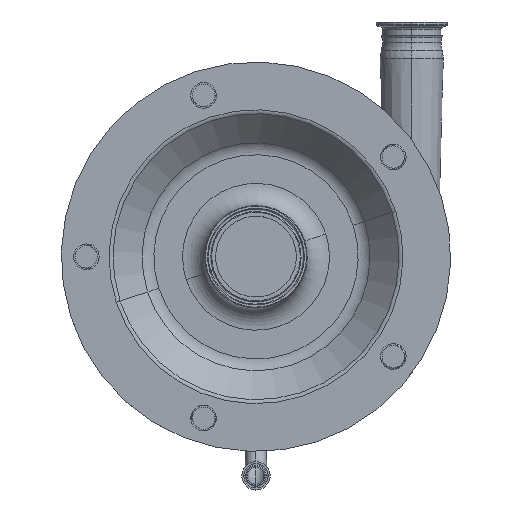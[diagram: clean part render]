
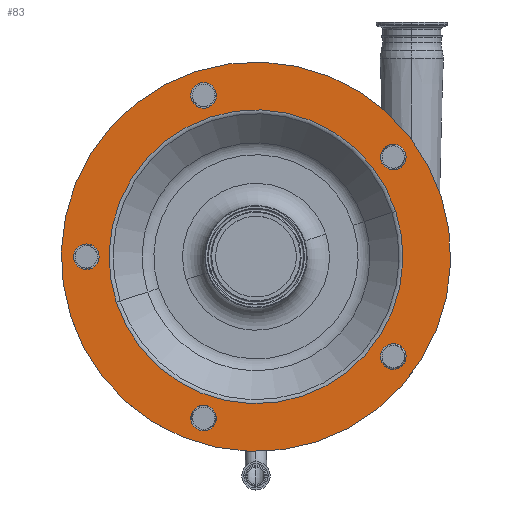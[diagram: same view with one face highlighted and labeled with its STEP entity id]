
A CAD part, top view. The second image highlights one B-rep face of the part: STEP entity #83.
In plain terms, the highlighted planar face has unit normal (0, 0, 1).
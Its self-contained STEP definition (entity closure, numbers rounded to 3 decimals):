
#35 = CARTESIAN_POINT ( 'NONE',  ( -125.607, -40.812, 321.5 ) ) ;
#83 = ADVANCED_FACE ( 'NONE', ( #12326, #10975, #762, #700, #5788, #2923, #12192 ), #7076, .F. ) ;
#166 = ORIENTED_EDGE ( 'NONE', *, *, #12978, .F. ) ;
#192 = CARTESIAN_POINT ( 'NONE',  ( -47.125, -145.036, 321.5 ) ) ;
#242 = AXIS2_PLACEMENT_3D ( 'NONE', #12931, #409, #4549 ) ;
#326 = EDGE_CURVE ( 'NONE', #11852, #10065, #405, .T. ) ;
#405 = CIRCLE ( 'NONE', #1916, 175. ) ;
#409 = DIRECTION ( 'NONE',  ( 0., 0., 1. ) ) ;
#460 = DIRECTION ( 'NONE',  ( 0., 0., -1. ) ) ;
#487 = DIRECTION ( 'NONE',  ( 0.951, 0.309, 0. ) ) ;
#700 = FACE_BOUND ( 'NONE', #873, .T. ) ;
#762 = FACE_BOUND ( 'NONE', #8847, .T. ) ;
#847 = CIRCLE ( 'NONE', #8017, 11.5 ) ;
#873 = EDGE_LOOP ( 'NONE', ( #9477, #8872 ) ) ;
#1088 = EDGE_CURVE ( 'NONE', #1419, #8032, #13239, .T. ) ;
#1385 = EDGE_CURVE ( 'NONE', #8032, #1419, #9776, .T. ) ;
#1419 = VERTEX_POINT ( 'NONE', #2544 ) ;
#1482 = DIRECTION ( 'NONE',  ( 0., 0., 1. ) ) ;
#1488 = CARTESIAN_POINT ( 'NONE',  ( 123.375, -89.637, 321.5 ) ) ;
#1525 = VERTEX_POINT ( 'NONE', #1784 ) ;
#1564 = CARTESIAN_POINT ( 'NONE',  ( 123.375, -89.637, 321.5 ) ) ;
#1619 = DIRECTION ( 'NONE',  ( 0.951, 0.309, 0. ) ) ;
#1640 = DIRECTION ( 'NONE',  ( 0., 0., 1. ) ) ;
#1674 = AXIS2_PLACEMENT_3D ( 'NONE', #7637, #8666, #2268 ) ;
#1784 = CARTESIAN_POINT ( 'NONE',  ( 112.438, -93.191, 321.5 ) ) ;
#1901 = EDGE_LOOP ( 'NONE', ( #12074, #10446 ) ) ;
#1916 = AXIS2_PLACEMENT_3D ( 'NONE', #12095, #460, #9854 ) ;
#1945 = CARTESIAN_POINT ( 'NONE',  ( -36.188, 148.59, 321.5 ) ) ;
#2096 = DIRECTION ( 'NONE',  ( 0.951, 0.309, 0. ) ) ;
#2201 = AXIS2_PLACEMENT_3D ( 'NONE', #192, #5605, #9971 ) ;
#2268 = DIRECTION ( 'NONE',  ( -0.951, -0.309, 0. ) ) ;
#2275 = ORIENTED_EDGE ( 'NONE', *, *, #3866, .T. ) ;
#2312 = DIRECTION ( 'NONE',  ( 0.951, 0.309, 0. ) ) ;
#2530 = ORIENTED_EDGE ( 'NONE', *, *, #8456, .F. ) ;
#2544 = CARTESIAN_POINT ( 'NONE',  ( 112.438, 86.084, 321.5 ) ) ;
#2555 = EDGE_CURVE ( 'NONE', #9515, #12692, #11331, .T. ) ;
#2667 = CARTESIAN_POINT ( 'NONE',  ( -152.5, 0., 321.5 ) ) ;
#2832 = DIRECTION ( 'NONE',  ( 0., 0., 1. ) ) ;
#2923 = FACE_OUTER_BOUND ( 'NONE', #7014, .T. ) ;
#3167 = CARTESIAN_POINT ( 'NONE',  ( 134.312, 93.191, 321.5 ) ) ;
#3174 = CARTESIAN_POINT ( 'NONE',  ( 134.312, -86.084, 321.5 ) ) ;
#3260 = AXIS2_PLACEMENT_3D ( 'NONE', #1564, #7621, #487 ) ;
#3289 = CARTESIAN_POINT ( 'NONE',  ( 123.375, 89.637, 321.5 ) ) ;
#3434 = AXIS2_PLACEMENT_3D ( 'NONE', #12812, #3556, #6743 ) ;
#3556 = DIRECTION ( 'NONE',  ( 0., 0., -1. ) ) ;
#3636 = CARTESIAN_POINT ( 'NONE',  ( -36.188, -141.482, 321.5 ) ) ;
#3677 = CIRCLE ( 'NONE', #3260, 11.5 ) ;
#3720 = DIRECTION ( 'NONE',  ( 0., 0., 1. ) ) ;
#3866 = EDGE_CURVE ( 'NONE', #8387, #7663, #9630, .T. ) ;
#3874 = CARTESIAN_POINT ( 'NONE',  ( -54.078, 166.435, 321.5 ) ) ;
#4244 = ORIENTED_EDGE ( 'NONE', *, *, #5777, .F. ) ;
#4309 = CARTESIAN_POINT ( 'NONE',  ( -163.437, -3.554, 321.5 ) ) ;
#4378 = CARTESIAN_POINT ( 'NONE',  ( -166.435, -54.078, 321.5 ) ) ;
#4393 = AXIS2_PLACEMENT_3D ( 'NONE', #1488, #5572, #1619 ) ;
#4429 = ORIENTED_EDGE ( 'NONE', *, *, #326, .F. ) ;
#4472 = ORIENTED_EDGE ( 'NONE', *, *, #13281, .F. ) ;
#4549 = DIRECTION ( 'NONE',  ( 0.951, 0.309, 0. ) ) ;
#4562 = VERTEX_POINT ( 'NONE', #4309 ) ;
#4667 = DIRECTION ( 'NONE',  ( 0.951, 0.309, 0. ) ) ;
#4756 = ORIENTED_EDGE ( 'NONE', *, *, #10267, .F. ) ;
#4938 = ORIENTED_EDGE ( 'NONE', *, *, #6432, .T. ) ;
#4945 = CARTESIAN_POINT ( 'NONE',  ( 166.435, 54.078, 321.5 ) ) ;
#5421 = AXIS2_PLACEMENT_3D ( 'NONE', #13052, #3720, #4667 ) ;
#5572 = DIRECTION ( 'NONE',  ( 0., 0., 1. ) ) ;
#5605 = DIRECTION ( 'NONE',  ( 0., 0., 1. ) ) ;
#5729 = DIRECTION ( 'NONE',  ( -0.951, -0.309, 0. ) ) ;
#5777 = EDGE_CURVE ( 'NONE', #10065, #11852, #8003, .T. ) ;
#5788 = FACE_BOUND ( 'NONE', #10660, .T. ) ;
#5797 = DIRECTION ( 'NONE',  ( 0.951, 0.309, 0. ) ) ;
#5809 = CIRCLE ( 'NONE', #1674, 132.071 ) ;
#6138 = CARTESIAN_POINT ( 'NONE',  ( 125.607, 40.812, 321.5 ) ) ;
#6194 = CARTESIAN_POINT ( 'NONE',  ( 123.375, 89.637, 321.5 ) ) ;
#6419 = ORIENTED_EDGE ( 'NONE', *, *, #10807, .F. ) ;
#6432 = EDGE_CURVE ( 'NONE', #7663, #8387, #5809, .T. ) ;
#6457 = CARTESIAN_POINT ( 'NONE',  ( -58.062, 141.482, 321.5 ) ) ;
#6743 = DIRECTION ( 'NONE',  ( -0.951, -0.309, 0. ) ) ;
#7014 = EDGE_LOOP ( 'NONE', ( #4429, #4244 ) ) ;
#7076 = PLANE ( 'NONE',  #10228 ) ;
#7425 = CIRCLE ( 'NONE', #11347, 11.5 ) ;
#7434 = DIRECTION ( 'NONE',  ( 0., 0., 1. ) ) ;
#7592 = AXIS2_PLACEMENT_3D ( 'NONE', #6194, #10352, #2096 ) ;
#7595 = CIRCLE ( 'NONE', #5421, 11.5 ) ;
#7621 = DIRECTION ( 'NONE',  ( 0., 0., 1. ) ) ;
#7637 = CARTESIAN_POINT ( 'NONE',  ( 0., 0., 321.5 ) ) ;
#7663 = VERTEX_POINT ( 'NONE', #6138 ) ;
#7696 = CARTESIAN_POINT ( 'NONE',  ( 0., 0., 321.5 ) ) ;
#7885 = EDGE_CURVE ( 'NONE', #12692, #9515, #847, .T. ) ;
#7898 = DIRECTION ( 'NONE',  ( 0., 0., -1. ) ) ;
#8003 = CIRCLE ( 'NONE', #3434, 175. ) ;
#8017 = AXIS2_PLACEMENT_3D ( 'NONE', #10963, #1482, #8911 ) ;
#8032 = VERTEX_POINT ( 'NONE', #3167 ) ;
#8318 = CIRCLE ( 'NONE', #9411, 11.5 ) ;
#8387 = VERTEX_POINT ( 'NONE', #35 ) ;
#8456 = EDGE_CURVE ( 'NONE', #1525, #10406, #3677, .T. ) ;
#8666 = DIRECTION ( 'NONE',  ( 0., 0., -1. ) ) ;
#8732 = EDGE_LOOP ( 'NONE', ( #6419, #13124 ) ) ;
#8847 = EDGE_LOOP ( 'NONE', ( #166, #2530 ) ) ;
#8872 = ORIENTED_EDGE ( 'NONE', *, *, #1088, .F. ) ;
#8911 = DIRECTION ( 'NONE',  ( 0.951, 0.309, 0. ) ) ;
#9411 = AXIS2_PLACEMENT_3D ( 'NONE', #13134, #2832, #12097 ) ;
#9477 = ORIENTED_EDGE ( 'NONE', *, *, #1385, .F. ) ;
#9515 = VERTEX_POINT ( 'NONE', #11031 ) ;
#9630 = CIRCLE ( 'NONE', #11155, 132.071 ) ;
#9776 = CIRCLE ( 'NONE', #7592, 11.5 ) ;
#9854 = DIRECTION ( 'NONE',  ( -0.951, -0.309, 0. ) ) ;
#9862 = VERTEX_POINT ( 'NONE', #6457 ) ;
#9971 = DIRECTION ( 'NONE',  ( 0.951, 0.309, 0. ) ) ;
#10065 = VERTEX_POINT ( 'NONE', #4945 ) ;
#10228 = AXIS2_PLACEMENT_3D ( 'NONE', #3874, #7898, #11177 ) ;
#10267 = EDGE_CURVE ( 'NONE', #12485, #9862, #7595, .T. ) ;
#10352 = DIRECTION ( 'NONE',  ( 0., 0., 1. ) ) ;
#10406 = VERTEX_POINT ( 'NONE', #3174 ) ;
#10446 = ORIENTED_EDGE ( 'NONE', *, *, #2555, .F. ) ;
#10504 = VERTEX_POINT ( 'NONE', #12767 ) ;
#10647 = DIRECTION ( 'NONE',  ( 0., 0., -1. ) ) ;
#10660 = EDGE_LOOP ( 'NONE', ( #2275, #4938 ) ) ;
#10807 = EDGE_CURVE ( 'NONE', #10504, #4562, #13058, .T. ) ;
#10963 = CARTESIAN_POINT ( 'NONE',  ( -47.125, -145.036, 321.5 ) ) ;
#10975 = FACE_BOUND ( 'NONE', #1901, .T. ) ;
#11031 = CARTESIAN_POINT ( 'NONE',  ( -58.062, -148.59, 321.5 ) ) ;
#11155 = AXIS2_PLACEMENT_3D ( 'NONE', #7696, #10647, #5729 ) ;
#11177 = DIRECTION ( 'NONE',  ( -0.951, -0.309, 0. ) ) ;
#11331 = CIRCLE ( 'NONE', #2201, 11.5 ) ;
#11347 = AXIS2_PLACEMENT_3D ( 'NONE', #2667, #1640, #5797 ) ;
#11538 = EDGE_LOOP ( 'NONE', ( #4756, #4472 ) ) ;
#11852 = VERTEX_POINT ( 'NONE', #4378 ) ;
#11926 = AXIS2_PLACEMENT_3D ( 'NONE', #3289, #7434, #2312 ) ;
#12054 = EDGE_CURVE ( 'NONE', #4562, #10504, #7425, .T. ) ;
#12074 = ORIENTED_EDGE ( 'NONE', *, *, #7885, .F. ) ;
#12095 = CARTESIAN_POINT ( 'NONE',  ( 0., 0., 321.5 ) ) ;
#12097 = DIRECTION ( 'NONE',  ( 0.951, 0.309, 0. ) ) ;
#12192 = FACE_BOUND ( 'NONE', #11538, .T. ) ;
#12326 = FACE_BOUND ( 'NONE', #8732, .T. ) ;
#12485 = VERTEX_POINT ( 'NONE', #1945 ) ;
#12692 = VERTEX_POINT ( 'NONE', #3636 ) ;
#12767 = CARTESIAN_POINT ( 'NONE',  ( -141.563, 3.554, 321.5 ) ) ;
#12812 = CARTESIAN_POINT ( 'NONE',  ( 0., 0., 321.5 ) ) ;
#12865 = CIRCLE ( 'NONE', #4393, 11.5 ) ;
#12931 = CARTESIAN_POINT ( 'NONE',  ( -152.5, 0., 321.5 ) ) ;
#12978 = EDGE_CURVE ( 'NONE', #10406, #1525, #12865, .T. ) ;
#13052 = CARTESIAN_POINT ( 'NONE',  ( -47.125, 145.036, 321.5 ) ) ;
#13058 = CIRCLE ( 'NONE', #242, 11.5 ) ;
#13124 = ORIENTED_EDGE ( 'NONE', *, *, #12054, .F. ) ;
#13134 = CARTESIAN_POINT ( 'NONE',  ( -47.125, 145.036, 321.5 ) ) ;
#13239 = CIRCLE ( 'NONE', #11926, 11.5 ) ;
#13281 = EDGE_CURVE ( 'NONE', #9862, #12485, #8318, .T. ) ;
